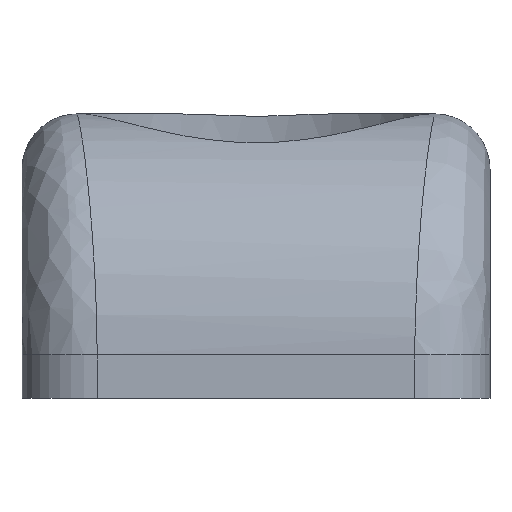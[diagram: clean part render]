
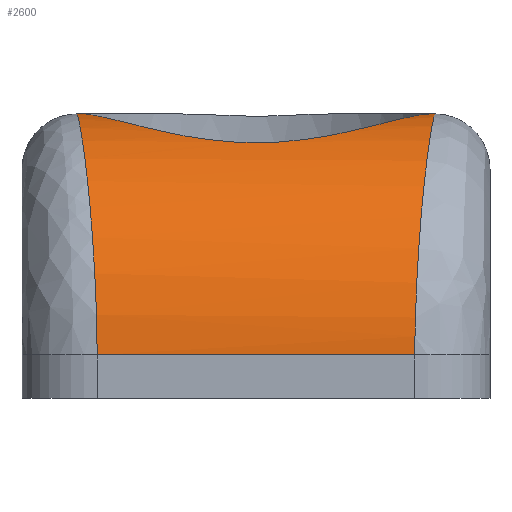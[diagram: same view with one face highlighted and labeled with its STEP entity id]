
A CAD part, front view. The second image highlights one B-rep face of the part: STEP entity #2600.
In plain terms, the highlighted cylindrical face has radius 8.5 mm (diameter 17 mm), a partial arc.
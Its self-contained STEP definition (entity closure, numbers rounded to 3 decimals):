
#70=CYLINDRICAL_SURFACE('',#2762,8.5);
#245=B_SPLINE_CURVE_WITH_KNOTS('',3,(#3967,#3968,#3969,#3970,#3971,#3972,
#3973,#3974),.UNSPECIFIED.,.F.,.F.,(4,1,1,1,1,4),(0.,0.143,
0.286,0.571,0.857,1.),.UNSPECIFIED.);
#248=B_SPLINE_CURVE_WITH_KNOTS('',3,(#4054,#4055,#4056,#4057,#4058,#4059,
#4060,#4061),.UNSPECIFIED.,.F.,.F.,(4,1,1,1,1,4),(0.,0.143,
0.286,0.571,0.857,1.),.UNSPECIFIED.);
#249=B_SPLINE_CURVE_WITH_KNOTS('',3,(#4072,#4073,#4074,#4075,#4076,#4077,
#4078,#4079,#4080,#4081,#4082,#4083,#4084,#4085,#4086,#4087,#4088,#4089,
#4090,#4091,#4092,#4093,#4094),.UNSPECIFIED.,.F.,.F.,(4,2,2,2,2,3,2,2,2,
2,4),(3.672,3.702,3.821,3.94,
4.185,4.43,4.675,4.92,5.038,
5.157,5.187),.UNSPECIFIED.);
#370=FACE_OUTER_BOUND('',#525,.T.);
#525=EDGE_LOOP('',(#1821,#1822,#1823,#1824,#1825,#1826));
#735=LINE('',#4095,#917);
#736=LINE('',#4096,#918);
#737=LINE('',#4097,#919);
#917=VECTOR('',#3165,10.);
#918=VECTOR('',#3166,10.);
#919=VECTOR('',#3167,10.);
#1071=VERTEX_POINT('',#3965);
#1072=VERTEX_POINT('',#3966);
#1079=VERTEX_POINT('',#4051);
#1080=VERTEX_POINT('',#4053);
#1083=VERTEX_POINT('',#4070);
#1084=VERTEX_POINT('',#4071);
#1351=EDGE_CURVE('',#1071,#1072,#245,.F.);
#1360=EDGE_CURVE('',#1080,#1079,#248,.F.);
#1365=EDGE_CURVE('',#1083,#1084,#249,.T.);
#1366=EDGE_CURVE('',#1084,#1080,#735,.T.);
#1367=EDGE_CURVE('',#1079,#1071,#736,.T.);
#1368=EDGE_CURVE('',#1072,#1083,#737,.T.);
#1821=ORIENTED_EDGE('',*,*,#1365,.T.);
#1822=ORIENTED_EDGE('',*,*,#1366,.T.);
#1823=ORIENTED_EDGE('',*,*,#1360,.T.);
#1824=ORIENTED_EDGE('',*,*,#1367,.T.);
#1825=ORIENTED_EDGE('',*,*,#1351,.T.);
#1826=ORIENTED_EDGE('',*,*,#1368,.T.);
#2600=ADVANCED_FACE('',(#370),#70,.T.);
#2762=AXIS2_PLACEMENT_3D('',#4069,#3163,#3164);
#3163=DIRECTION('center_axis',(1.,0.,0.));
#3164=DIRECTION('ref_axis',(0.,-0.707,0.707));
#3165=DIRECTION('',(-1.,0.,0.));
#3166=DIRECTION('',(1.,0.,0.));
#3167=DIRECTION('',(-1.,0.,0.));
#3965=CARTESIAN_POINT('',(5.6,-11.6,-6.98));
#3966=CARTESIAN_POINT('',(6.3,-3.1,1.52));
#3967=CARTESIAN_POINT('Ctrl Pts',(6.3,-3.1,1.52));
#3968=CARTESIAN_POINT('Ctrl Pts',(6.3,-3.644,1.52));
#3969=CARTESIAN_POINT('Ctrl Pts',(6.271,-4.739,1.416));
#3970=CARTESIAN_POINT('Ctrl Pts',(6.133,-7.02,0.741));
#3971=CARTESIAN_POINT('Ctrl Pts',(5.867,-9.837,-1.235));
#3972=CARTESIAN_POINT('Ctrl Pts',(5.643,-11.418,-4.468));
#3973=CARTESIAN_POINT('Ctrl Pts',(5.6,-11.6,-6.37));
#3974=CARTESIAN_POINT('Ctrl Pts',(5.6,-11.6,-6.98));
#4051=CARTESIAN_POINT('',(-5.6,-11.6,-6.98));
#4053=CARTESIAN_POINT('',(-6.3,-3.1,1.52));
#4054=CARTESIAN_POINT('Ctrl Pts',(-5.6,-11.6,-6.98));
#4055=CARTESIAN_POINT('Ctrl Pts',(-5.6,-11.6,-6.37));
#4056=CARTESIAN_POINT('Ctrl Pts',(-5.629,-11.466,-5.106));
#4057=CARTESIAN_POINT('Ctrl Pts',(-5.767,-10.576,-2.523));
#4058=CARTESIAN_POINT('Ctrl Pts',(-6.033,-8.238,0.195));
#4059=CARTESIAN_POINT('Ctrl Pts',(-6.257,-5.272,1.372));
#4060=CARTESIAN_POINT('Ctrl Pts',(-6.3,-3.644,1.52));
#4061=CARTESIAN_POINT('Ctrl Pts',(-6.3,-3.1,1.52));
#4069=CARTESIAN_POINT('Origin',(4.125,-3.1,-6.98));
#4070=CARTESIAN_POINT('',(6.261,-3.1,1.52));
#4071=CARTESIAN_POINT('',(-6.261,-3.1,1.52));
#4072=CARTESIAN_POINT('Ctrl Pts',(6.261,-3.1,1.52));
#4073=CARTESIAN_POINT('Ctrl Pts',(6.215,-3.193,1.52));
#4074=CARTESIAN_POINT('Ctrl Pts',(6.167,-3.285,1.518));
#4075=CARTESIAN_POINT('Ctrl Pts',(5.93,-3.722,1.504));
#4076=CARTESIAN_POINT('Ctrl Pts',(5.697,-4.086,1.47));
#4077=CARTESIAN_POINT('Ctrl Pts',(5.173,-4.764,1.363));
#4078=CARTESIAN_POINT('Ctrl Pts',(4.882,-5.077,1.291));
#4079=CARTESIAN_POINT('Ctrl Pts',(4.004,-5.883,1.071));
#4080=CARTESIAN_POINT('Ctrl Pts',(3.275,-6.354,0.88));
#4081=CARTESIAN_POINT('Ctrl Pts',(1.681,-6.978,0.591));
#4082=CARTESIAN_POINT('Ctrl Pts',(0.817,-7.132,0.503));
#4083=CARTESIAN_POINT('Ctrl Pts',(0.,-7.132,0.503));
#4084=CARTESIAN_POINT('Ctrl Pts',(-0.817,-7.132,
0.503));
#4085=CARTESIAN_POINT('Ctrl Pts',(-1.681,-6.978,0.591));
#4086=CARTESIAN_POINT('Ctrl Pts',(-3.275,-6.354,0.88));
#4087=CARTESIAN_POINT('Ctrl Pts',(-4.004,-5.883,1.071));
#4088=CARTESIAN_POINT('Ctrl Pts',(-4.882,-5.077,1.291));
#4089=CARTESIAN_POINT('Ctrl Pts',(-5.173,-4.764,1.363));
#4090=CARTESIAN_POINT('Ctrl Pts',(-5.697,-4.086,1.47));
#4091=CARTESIAN_POINT('Ctrl Pts',(-5.93,-3.722,1.504));
#4092=CARTESIAN_POINT('Ctrl Pts',(-6.167,-3.285,1.518));
#4093=CARTESIAN_POINT('Ctrl Pts',(-6.215,-3.193,1.52));
#4094=CARTESIAN_POINT('Ctrl Pts',(-6.261,-3.1,1.52));
#4095=CARTESIAN_POINT('',(4.125,-3.1,1.52));
#4096=CARTESIAN_POINT('',(4.125,-11.6,-6.98));
#4097=CARTESIAN_POINT('',(4.125,-3.1,1.52));
